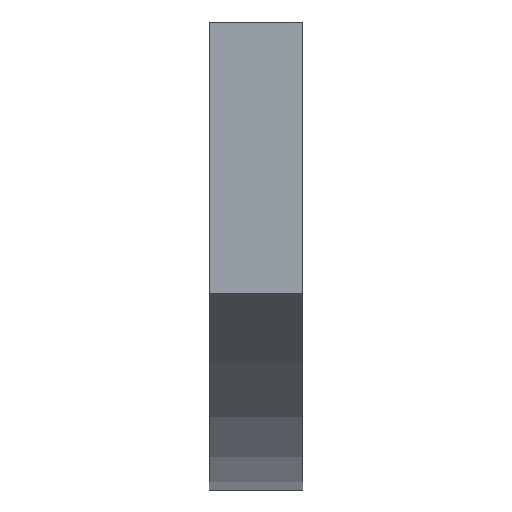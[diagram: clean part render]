
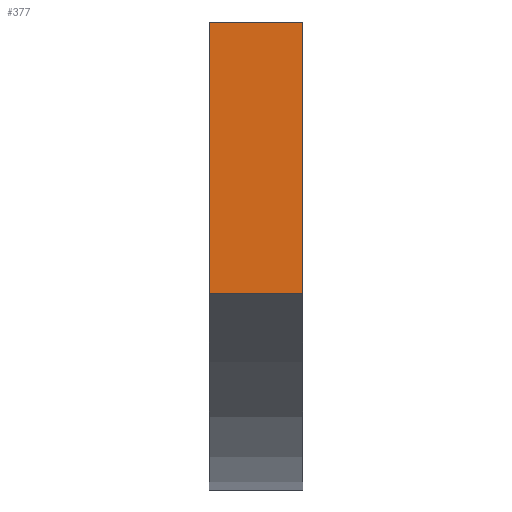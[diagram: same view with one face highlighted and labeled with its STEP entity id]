
A CAD part, left-side view. The second image highlights one B-rep face of the part: STEP entity #377.
In plain terms, the highlighted planar face has unit normal (-1, 0, 0).
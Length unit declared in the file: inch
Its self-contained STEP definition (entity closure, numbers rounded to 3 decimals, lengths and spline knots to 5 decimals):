
#11 = ORIENTED_EDGE ( 'NONE', *, *, #108, .T. ) ;
#45 = DIRECTION ( 'NONE',  ( 0., -1., 0. ) ) ;
#93 = DIRECTION ( 'NONE',  ( 0., 0., 1. ) ) ;
#95 = VERTEX_POINT ( 'NONE', #170 ) ;
#108 = EDGE_CURVE ( 'NONE', #503, #159, #743, .T. ) ;
#128 = CARTESIAN_POINT ( 'NONE',  ( -0.66, 0.125, 0.01066 ) ) ;
#135 = VECTOR ( 'NONE', #45, 39.37008 ) ;
#156 = CARTESIAN_POINT ( 'NONE',  ( -0.66, 0., 0.01066 ) ) ;
#159 = VERTEX_POINT ( 'NONE', #586 ) ;
#160 = DIRECTION ( 'NONE',  ( 0., -1., 0. ) ) ;
#170 = CARTESIAN_POINT ( 'NONE',  ( -0.66, 0.125, 0.01066 ) ) ;
#181 = CARTESIAN_POINT ( 'NONE',  ( -0.66, 0.125, 0.375 ) ) ;
#193 = EDGE_CURVE ( 'NONE', #95, #493, #540, .T. ) ;
#195 = CARTESIAN_POINT ( 'NONE',  ( -0.66, 0.125, 0.375 ) ) ;
#200 = VECTOR ( 'NONE', #160, 39.37008 ) ;
#220 = LINE ( 'NONE', #128, #200 ) ;
#232 = ORIENTED_EDGE ( 'NONE', *, *, #193, .F. ) ;
#234 = CARTESIAN_POINT ( 'NONE',  ( -0.66, 0., 0.01066 ) ) ;
#268 = ORIENTED_EDGE ( 'NONE', *, *, #311, .T. ) ;
#311 = EDGE_CURVE ( 'NONE', #95, #503, #220, .T. ) ;
#377 = ADVANCED_FACE ( 'NONE', ( #412 ), #764, .F. ) ;
#412 = FACE_OUTER_BOUND ( 'NONE', #577, .T. ) ;
#493 = VERTEX_POINT ( 'NONE', #195 ) ;
#503 = VERTEX_POINT ( 'NONE', #234 ) ;
#515 = CARTESIAN_POINT ( 'NONE',  ( -0.66, 0.125, 0.01066 ) ) ;
#516 = VECTOR ( 'NONE', #520, 39.37008 ) ;
#520 = DIRECTION ( 'NONE',  ( 0., 0., 1. ) ) ;
#540 = LINE ( 'NONE', #515, #516 ) ;
#562 = CARTESIAN_POINT ( 'NONE',  ( -0.66, 0.125, 0.01066 ) ) ;
#577 = EDGE_LOOP ( 'NONE', ( #11, #822, #232, #268 ) ) ;
#586 = CARTESIAN_POINT ( 'NONE',  ( -0.66, 0., 0.375 ) ) ;
#628 = VECTOR ( 'NONE', #93, 39.37008 ) ;
#743 = LINE ( 'NONE', #156, #628 ) ;
#745 = EDGE_CURVE ( 'NONE', #493, #159, #794, .T. ) ;
#747 = DIRECTION ( 'NONE',  ( 0., 0., -1. ) ) ;
#752 = DIRECTION ( 'NONE',  ( 1., 0., 0. ) ) ;
#764 = PLANE ( 'NONE',  #776 ) ;
#776 = AXIS2_PLACEMENT_3D ( 'NONE', #562, #752, #747 ) ;
#794 = LINE ( 'NONE', #181, #135 ) ;
#822 = ORIENTED_EDGE ( 'NONE', *, *, #745, .F. ) ;
